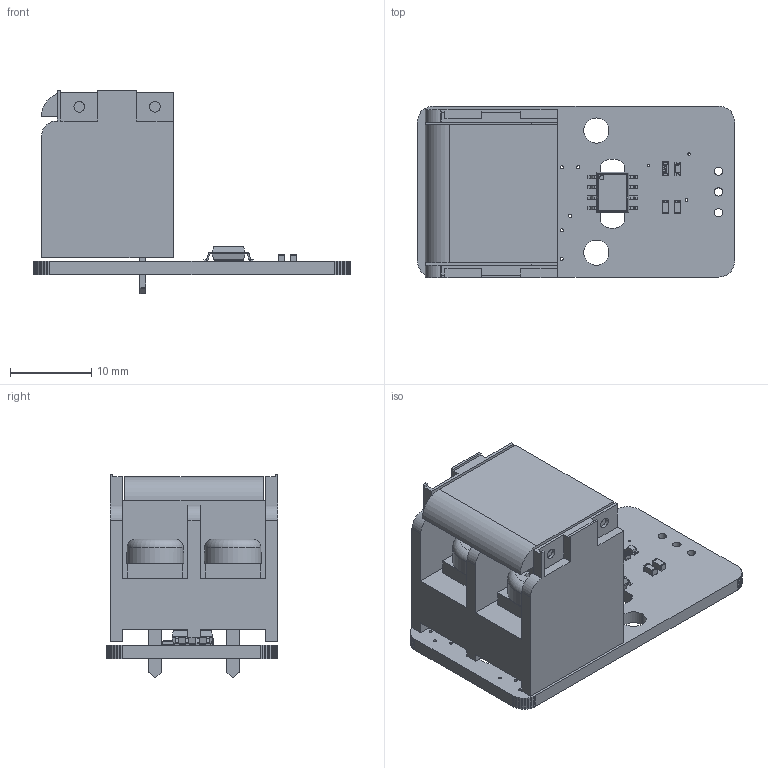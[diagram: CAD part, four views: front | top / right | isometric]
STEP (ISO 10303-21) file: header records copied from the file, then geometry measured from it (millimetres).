
FILE_DESCRIPTION(('PCB Model'),'2;1');
FILE_NAME('EVE ACS712.STEP', '2021-09-22T08:48:35',('pritesh'),('Unspecified'), 'Open CASCADE STEP processor 6.8','Proteus','Unknown');
FILE_SCHEMA(('AUTOMOTIVE_DESIGN { 1 0 10303 214 1 1 1 1 }'));
Length unit declared in the file: millimetre
Products named in the file (34): Open CASCADE STEP translator 6.8 4; Layer_1; J1; Open CASCADE STEP translator 6.8 4.2.1; Body_1; HB9500-1; M5X6; U1; Open CASCADE STEP translator 6.8 4.3.1; C1; Open CASCADE STEP translator 6.8 4.4.1; Part_3; Part_2; Part_1; C4; Open CASCADE STEP translator 6.8 4.5.1; PWR; Open CASCADE STEP translator 6.8 4.6.1; SHELL; R3; Open CASCADE STEP translator 6.8 4.7.1; =>[0:1:1:3]; =>[0:1:1:4]; =>[0:1:1:5]; =>[0:1:1:6]
Assembly tree (37 placements, depth 5):
  Open CASCADE STEP translator 6.8 4
    Layer_1
    J1
      Open CASCADE STEP translator 6.8 4.2.1
        Body_1
          HB9500-1
          M5X6  x2
    U1
      Open CASCADE STEP translator 6.8 4.3.1
        Body_1
    C1
      Open CASCADE STEP translator 6.8 4.4.1
        Body_1
          Part_3
          Part_2
          Part_1
    C4
      Open CASCADE STEP translator 6.8 4.5.1
        Body_1
          Part_3
          Part_2
          Part_1
    PWR
      Open CASCADE STEP translator 6.8 4.6.1
        Body_1
          SHELL
          (unnamed)
          (unnamed)
          (unnamed)
          (unnamed)
    R3
      Open CASCADE STEP translator 6.8 4.7.1
        Body_1
          =>[0:1:1:3]
          =>[0:1:1:4]
          =>[0:1:1:5]
          =>[0:1:1:6]
Bounding box: 39 x 21.1 x 25.04 mm (x, y, z)
Volume: 5658.1 mm3; surface area: 6170.5 mm2
Topology: 19 solids, 20 shells, 829 faces, 2235 edges, 1440 vertices
Faces by surface type: plane 533, cylinder 235, bspline 41, sphere 16, torus 4
Entity records: 30389 total; most frequent: CARTESIAN_POINT 7267, ORIENTED_EDGE 4136, DIRECTION 3836, EDGE_CURVE 2069, LINE 1510, VECTOR 1510, VERTEX_POINT 1348, AXIS2_PLACEMENT_3D 1163
